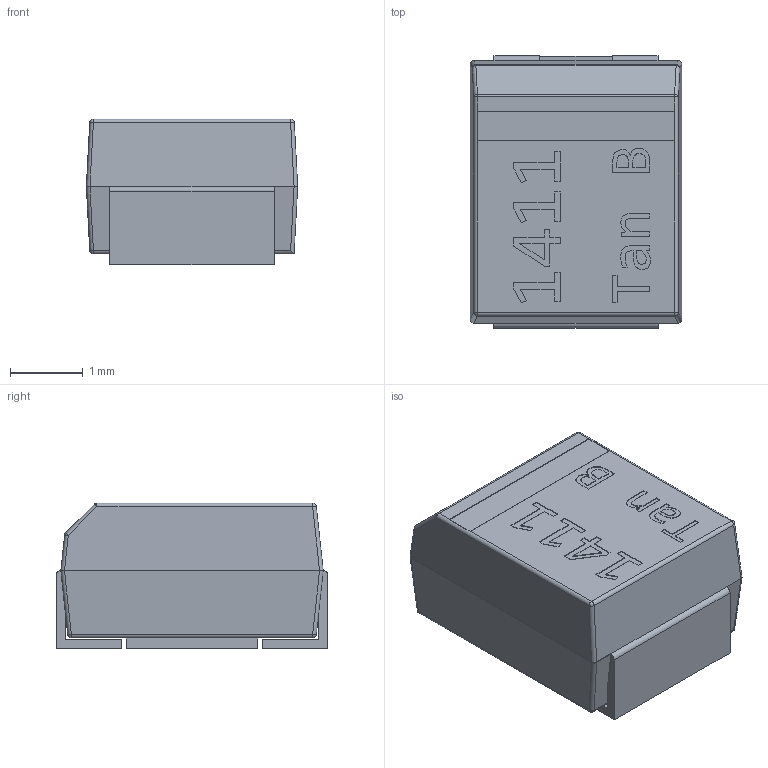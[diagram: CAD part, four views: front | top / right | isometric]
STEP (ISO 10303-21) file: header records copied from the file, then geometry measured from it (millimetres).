
FILE_DESCRIPTION(/* description */ (''),/* implementation_level */ '2;1');
FILE_NAME(/* name */ 'CAP TANT - 1411 - 2.0MM.step',/* time_stamp */ '2019-11-24T09:34:02+00:00',/* author */ (''),/* organization */ (''),/* preprocessor_version */ 'ST-DEVELOPER v18',/* originating_system */ 'Autodesk Translation Framework v8.12.0.6',/* authorisation */ '');
FILE_SCHEMA (('AUTOMOTIVE_DESIGN { 1 0 10303 214 3 1 1 }'));
Length unit declared in the file: millimetre
Products named in the file (1): CAP TANT - 1411 - 2.0MM
Bounding box: 2.9 x 3.73 x 2 mm (x, y, z)
Volume: 19.7 mm3; surface area: 55.9 mm2
Topology: 1 solids, 1 shells, 232 faces, 611 edges, 394 vertices
Faces by surface type: plane 132, bspline 67, cylinder 24, sphere 9
Entity records: 7756 total; most frequent: CARTESIAN_POINT 2377, ORIENTED_EDGE 1222, DIRECTION 857, EDGE_CURVE 611, LINE 429, VECTOR 429, VERTEX_POINT 394, EDGE_LOOP 245
